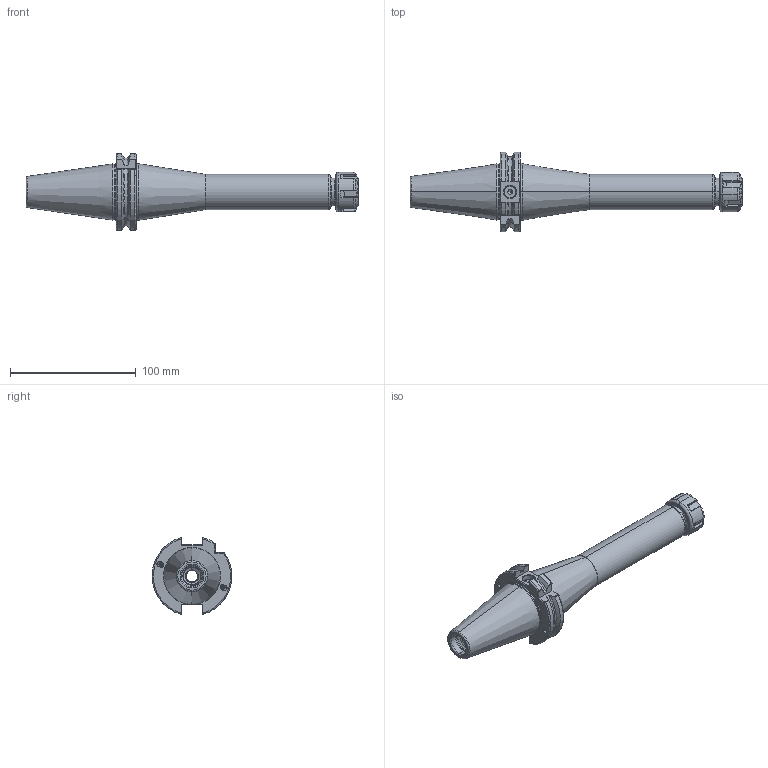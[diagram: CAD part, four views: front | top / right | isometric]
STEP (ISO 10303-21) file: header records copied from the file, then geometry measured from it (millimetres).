
FILE_DESCRIPTION (( 'STEP AP203' ), '1' );
FILE_NAME ('403.02.10.3.STEP', '2016-07-16T03:17:24', ( '' ), ( '' ), 'SwSTEP 2.0', 'SolidWorks 2012', '' );
FILE_SCHEMA (( 'CONFIG_CONTROL_DESIGN' ));
Length unit declared in the file: millimetre
Products named in the file (3): 403.02.10.3; 2-01.100.0160180C7_ER16螺帽(六溝)
Assembly tree (2 placements, depth 2):
  403.02.10.3
    403.02.10.3
    2-01.100.0160180C7_ER16螺帽(六溝)
Bounding box: 263.87 x 63.33 x 61.24 mm (x, y, z)
Volume: 207451.5 mm3; surface area: 50325.4 mm2
Topology: 2 solids, 2 shells, 486 faces, 1253 edges, 766 vertices
Faces by surface type: cylinder 200, bspline 89, plane 88, torus 65, cone 44
Entity records: 31297 total; most frequent: CARTESIAN_POINT 20983, ORIENTED_EDGE 2486, DIRECTION 1613, EDGE_CURVE 1243, VERTEX_POINT 766, AXIS2_PLACEMENT_3D 628, EDGE_LOOP 499, ADVANCED_FACE 486
